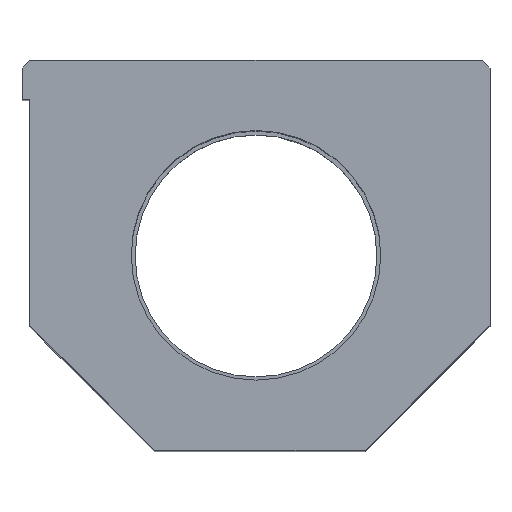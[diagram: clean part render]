
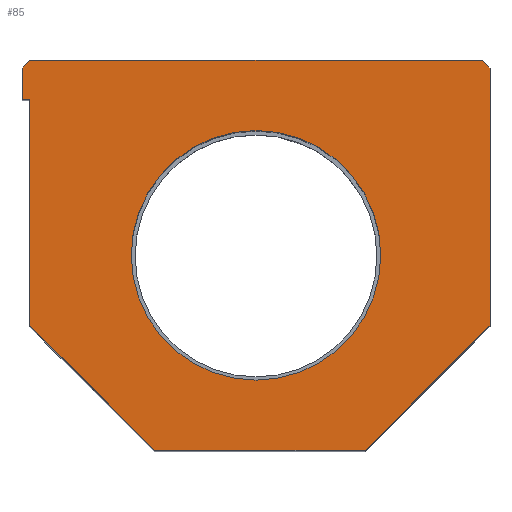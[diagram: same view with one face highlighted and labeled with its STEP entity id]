
A CAD part, top view. The second image highlights one B-rep face of the part: STEP entity #85.
In plain terms, the highlighted planar face has unit normal (0, 0, 1).
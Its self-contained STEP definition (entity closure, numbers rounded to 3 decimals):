
#85 = ADVANCED_FACE( '', ( #201, #202 ), #203, .T. );
#201 = FACE_OUTER_BOUND( '', #360, .T. );
#202 = FACE_BOUND( '', #361, .T. );
#203 = PLANE( '', #362 );
#360 = EDGE_LOOP( '', ( #556, #557, #558, #559, #560, #561, #562, #563, #564, #565 ) );
#361 = EDGE_LOOP( '', ( #566 ) );
#362 = AXIS2_PLACEMENT_3D( '', #567, #568, #569 );
#556 = ORIENTED_EDGE( '', *, *, #792, .T. );
#557 = ORIENTED_EDGE( '', *, *, #835, .T. );
#558 = ORIENTED_EDGE( '', *, *, #836, .T. );
#559 = ORIENTED_EDGE( '', *, *, #837, .T. );
#560 = ORIENTED_EDGE( '', *, *, #838, .T. );
#561 = ORIENTED_EDGE( '', *, *, #839, .T. );
#562 = ORIENTED_EDGE( '', *, *, #803, .T. );
#563 = ORIENTED_EDGE( '', *, *, #810, .T. );
#564 = ORIENTED_EDGE( '', *, *, #840, .T. );
#565 = ORIENTED_EDGE( '', *, *, #841, .T. );
#566 = ORIENTED_EDGE( '', *, *, #815, .T. );
#567 = CARTESIAN_POINT( '', ( 0., 0., 104. ) );
#568 = DIRECTION( '', ( 0., 0., 1. ) );
#569 = DIRECTION( '', ( 1., 0., 0. ) );
#792 = EDGE_CURVE( '', #911, #909, #912, .T. );
#803 = EDGE_CURVE( '', #931, #929, #932, .T. );
#810 = EDGE_CURVE( '', #929, #941, #943, .T. );
#815 = EDGE_CURVE( '', #950, #950, #951, .T. );
#835 = EDGE_CURVE( '', #909, #982, #983, .T. );
#836 = EDGE_CURVE( '', #982, #984, #985, .T. );
#837 = EDGE_CURVE( '', #984, #986, #987, .T. );
#838 = EDGE_CURVE( '', #986, #988, #989, .T. );
#839 = EDGE_CURVE( '', #988, #931, #990, .T. );
#840 = EDGE_CURVE( '', #941, #991, #992, .T. );
#841 = EDGE_CURVE( '', #991, #911, #993, .T. );
#909 = VERTEX_POINT( '', #1083 );
#911 = VERTEX_POINT( '', #1086 );
#912 = LINE( '', #1087, #1088 );
#929 = VERTEX_POINT( '', #1111 );
#931 = VERTEX_POINT( '', #1114 );
#932 = LINE( '', #1115, #1116 );
#941 = VERTEX_POINT( '', #1129 );
#943 = LINE( '', #1132, #1133 );
#950 = VERTEX_POINT( '', #1141 );
#951 = CIRCLE( '', #1142, 16. );
#982 = VERTEX_POINT( '', #1177 );
#983 = LINE( '', #1178, #1179 );
#984 = VERTEX_POINT( '', #1180 );
#985 = LINE( '', #1181, #1182 );
#986 = VERTEX_POINT( '', #1183 );
#987 = LINE( '', #1184, #1185 );
#988 = VERTEX_POINT( '', #1186 );
#989 = LINE( '', #1187, #1188 );
#990 = LINE( '', #1189, #1190 );
#991 = VERTEX_POINT( '', #1191 );
#992 = LINE( '', #1192, #1193 );
#993 = LINE( '', #1194, #1195 );
#1083 = CARTESIAN_POINT( '', ( -30., 49., 104. ) );
#1086 = CARTESIAN_POINT( '', ( -29., 50., 104. ) );
#1087 = CARTESIAN_POINT( '', ( -29., 50., 104. ) );
#1088 = VECTOR( '', #1354, 1000. );
#1111 = CARTESIAN_POINT( '', ( 30., 16., 104. ) );
#1114 = CARTESIAN_POINT( '', ( 14., 0., 104. ) );
#1115 = CARTESIAN_POINT( '', ( 14., 0., 104. ) );
#1116 = VECTOR( '', #1365, 1000. );
#1129 = CARTESIAN_POINT( '', ( 30., 49., 104. ) );
#1132 = CARTESIAN_POINT( '', ( 30., 16., 104. ) );
#1133 = VECTOR( '', #1371, 1000. );
#1141 = CARTESIAN_POINT( '', ( -16., 25., 104. ) );
#1142 = AXIS2_PLACEMENT_3D( '', #1379, #1380, #1381 );
#1177 = CARTESIAN_POINT( '', ( -30., 45., 104. ) );
#1178 = CARTESIAN_POINT( '', ( -30., 49., 104. ) );
#1179 = VECTOR( '', #1413, 1000. );
#1180 = CARTESIAN_POINT( '', ( -29., 45., 104. ) );
#1181 = CARTESIAN_POINT( '', ( -30., 45., 104. ) );
#1182 = VECTOR( '', #1414, 1000. );
#1183 = CARTESIAN_POINT( '', ( -29., 16., 104. ) );
#1184 = CARTESIAN_POINT( '', ( -29., 45., 104. ) );
#1185 = VECTOR( '', #1415, 1000. );
#1186 = CARTESIAN_POINT( '', ( -13., 0., 104. ) );
#1187 = CARTESIAN_POINT( '', ( -29., 16., 104. ) );
#1188 = VECTOR( '', #1416, 1000. );
#1189 = CARTESIAN_POINT( '', ( -13., 0., 104. ) );
#1190 = VECTOR( '', #1417, 1000. );
#1191 = CARTESIAN_POINT( '', ( 29., 50., 104. ) );
#1192 = CARTESIAN_POINT( '', ( 30., 49., 104. ) );
#1193 = VECTOR( '', #1418, 1000. );
#1194 = CARTESIAN_POINT( '', ( 29., 50., 104. ) );
#1195 = VECTOR( '', #1419, 1000. );
#1354 = DIRECTION( '', ( -0.707, -0.707, 0. ) );
#1365 = DIRECTION( '', ( 0.707, 0.707, 0. ) );
#1371 = DIRECTION( '', ( 0., 1., 0. ) );
#1379 = CARTESIAN_POINT( '', ( 0., 25., 104. ) );
#1380 = DIRECTION( '', ( 0., 0., -1. ) );
#1381 = DIRECTION( '', ( -1., 0., 0. ) );
#1413 = DIRECTION( '', ( 0., -1., 0. ) );
#1414 = DIRECTION( '', ( 1., 0., 0. ) );
#1415 = DIRECTION( '', ( 0., -1., 0. ) );
#1416 = DIRECTION( '', ( 0.707, -0.707, 0. ) );
#1417 = DIRECTION( '', ( 1., 0., 0. ) );
#1418 = DIRECTION( '', ( -0.707, 0.707, 0. ) );
#1419 = DIRECTION( '', ( -1., 0., 0. ) );
